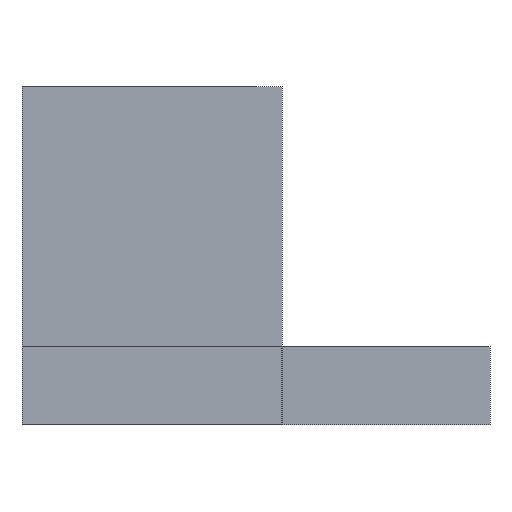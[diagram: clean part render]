
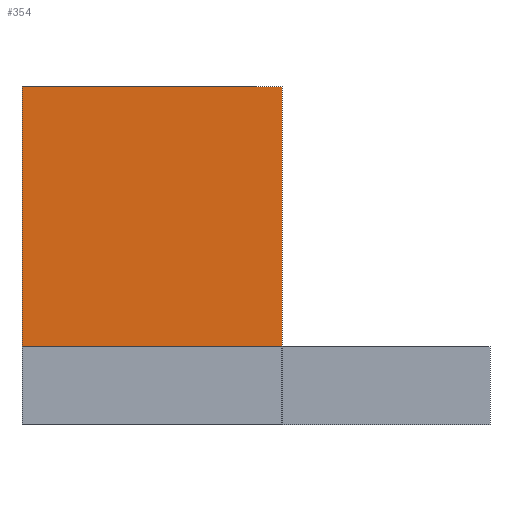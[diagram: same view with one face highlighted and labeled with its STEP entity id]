
A CAD part, left-side view. The second image highlights one B-rep face of the part: STEP entity #354.
In plain terms, the highlighted planar face has unit normal (-1, 0, 0).
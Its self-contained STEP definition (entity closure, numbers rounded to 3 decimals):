
#37=FACE_OUTER_BOUND('',#57,.T.);
#57=EDGE_LOOP('',(#274,#275,#276,#277));
#83=LINE('',#526,#125);
#92=LINE('',#543,#134);
#97=LINE('',#555,#139);
#98=LINE('',#556,#140);
#125=VECTOR('',#428,10.);
#134=VECTOR('',#439,10.);
#139=VECTOR('',#452,10.);
#140=VECTOR('',#453,10.);
#167=VERTEX_POINT('',#523);
#168=VERTEX_POINT('',#525);
#175=VERTEX_POINT('',#541);
#178=VERTEX_POINT('',#554);
#201=EDGE_CURVE('',#168,#167,#83,.T.);
#210=EDGE_CURVE('',#175,#167,#92,.T.);
#216=EDGE_CURVE('',#168,#178,#97,.T.);
#217=EDGE_CURVE('',#178,#175,#98,.T.);
#274=ORIENTED_EDGE('',*,*,#216,.F.);
#275=ORIENTED_EDGE('',*,*,#201,.T.);
#276=ORIENTED_EDGE('',*,*,#210,.F.);
#277=ORIENTED_EDGE('',*,*,#217,.F.);
#338=PLANE('',#389);
#354=ADVANCED_FACE('',(#37),#338,.T.);
#389=AXIS2_PLACEMENT_3D('',#553,#450,#451);
#428=DIRECTION('',(0.,0.,1.));
#439=DIRECTION('',(0.,-1.,0.));
#450=DIRECTION('center_axis',(-1.,0.,0.));
#451=DIRECTION('ref_axis',(0.,0.,1.));
#452=DIRECTION('',(0.,1.,0.));
#453=DIRECTION('',(0.,0.,1.));
#523=CARTESIAN_POINT('',(2.,0.,13.));
#525=CARTESIAN_POINT('',(2.,0.,3.));
#526=CARTESIAN_POINT('',(2.,0.,1.));
#541=CARTESIAN_POINT('',(2.,10.,13.));
#543=CARTESIAN_POINT('',(2.,0.,13.));
#553=CARTESIAN_POINT('Origin',(2.,0.,1.));
#554=CARTESIAN_POINT('',(2.,10.,3.));
#555=CARTESIAN_POINT('',(2.,0.,3.));
#556=CARTESIAN_POINT('',(2.,10.,11.));
